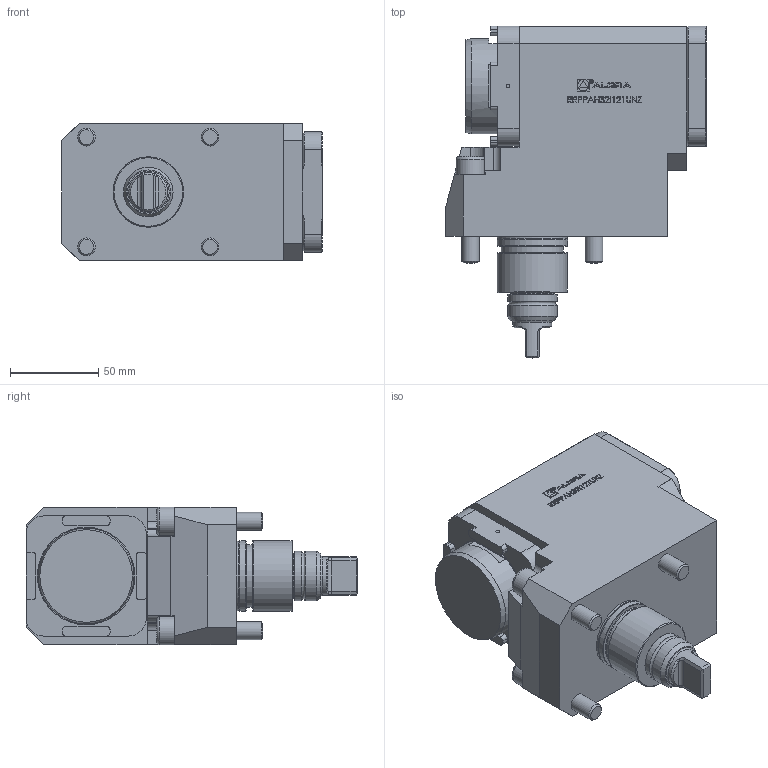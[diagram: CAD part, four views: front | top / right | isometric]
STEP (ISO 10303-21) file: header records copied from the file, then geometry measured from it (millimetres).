
FILE_DESCRIPTION (( 'STEP AP214' ), '1' );
FILE_NAME ('RRPPAH32I121UNZ.STEP', '2025-10-06T14:26:09', ( '' ), ( '' ), 'SwSTEP 2.0', 'SolidWorks 2023', '' );
FILE_SCHEMA (( 'AUTOMOTIVE_DESIGN' ));
Length unit declared in the file: millimetre
Products named in the file (1): RRPPAH32I121UNZ
Bounding box: 147.5 x 187.8 x 78 mm (x, y, z)
Volume: 1185196.6 mm3; surface area: 83522.4 mm2
Topology: 1 solids, 2 shells, 516 faces, 1326 edges, 870 vertices
Faces by surface type: plane 332, cylinder 82, bspline 60, cone 32, torus 10
Full cylindrical faces by diameter (mm): 1.7 x1, 2.1 x1, 5 x1, 6.2 x1, 6.366 x1, 10 x4, 16 x2, 22 x1, 25 x1, 28 x2, 35.1 x1, 39.5 x1, 39.8 x1, 39.9 x1, 54 x1
Entity records: 21888 total; most frequent: CARTESIAN_POINT 6552, ORIENTED_EDGE 2552, DIRECTION 2235, EDGE_CURVE 1276, VECTOR 917, LINE 917, VERTEX_POINT 862, AXIS2_PLACEMENT_3D 659
